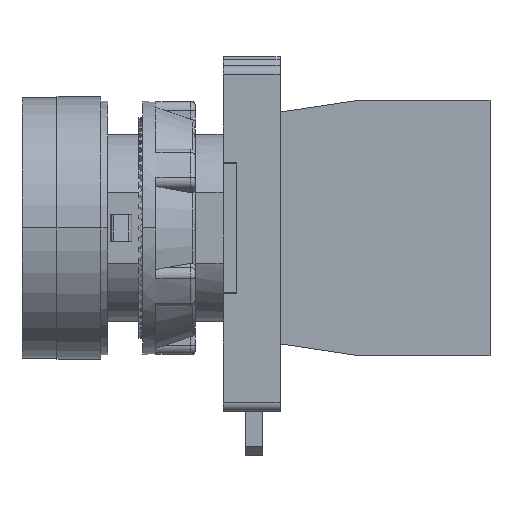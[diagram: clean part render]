
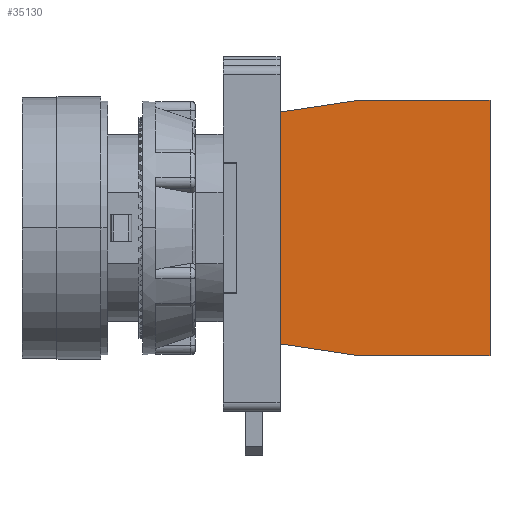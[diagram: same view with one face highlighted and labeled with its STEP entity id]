
A CAD part, left-side view. The second image highlights one B-rep face of the part: STEP entity #35130.
In plain terms, the highlighted planar face has unit normal (-1, 0, 0).
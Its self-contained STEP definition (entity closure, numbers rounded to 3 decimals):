
#990=DIRECTION('',(0.,0.,-1.));
#991=VECTOR('',#990,2.75);
#992=CARTESIAN_POINT('',(0.05,-6.5,13.25));
#993=LINE('',#992,#991);
#1020=DIRECTION('',(0.,0.,-1.));
#1021=VECTOR('',#1020,2.75);
#1022=CARTESIAN_POINT('',(0.05,-6.5,-10.5));
#1023=LINE('',#1022,#1021);
#14532=DIRECTION('',(0.,-0.989,0.148));
#14533=VECTOR('',#14532,9.101);
#14534=CARTESIAN_POINT('',(0.05,-6.5,13.25));
#14535=LINE('',#14534,#14533);
#14539=DIRECTION('',(0.,-1.,0.));
#14540=VECTOR('',#14539,15.);
#14541=CARTESIAN_POINT('',(0.05,-15.5,14.6));
#14542=LINE('',#14541,#14540);
#14546=DIRECTION('',(0.,0.,-1.));
#14547=VECTOR('',#14546,29.2);
#14548=CARTESIAN_POINT('',(0.05,-30.5,14.6));
#14549=LINE('',#14548,#14547);
#14553=DIRECTION('',(0.,1.,0.));
#14554=VECTOR('',#14553,15.);
#14555=CARTESIAN_POINT('',(0.05,-30.5,-14.6));
#14556=LINE('',#14555,#14554);
#14560=DIRECTION('',(0.,0.989,0.148));
#14561=VECTOR('',#14560,9.101);
#14562=CARTESIAN_POINT('',(0.05,-15.5,-14.6));
#14563=LINE('',#14562,#14561);
#14567=DIRECTION('',(0.,0.,1.));
#14568=VECTOR('',#14567,21.);
#14569=CARTESIAN_POINT('',(0.05,-6.5,-10.5));
#14570=LINE('',#14569,#14568);
#19120=CARTESIAN_POINT('',(0.05,-15.5,14.6));
#19121=CARTESIAN_POINT('',(0.05,-30.5,14.6));
#19122=VERTEX_POINT('',#19120);
#19123=VERTEX_POINT('',#19121);
#19124=CARTESIAN_POINT('',(0.05,-30.5,-14.6));
#19125=VERTEX_POINT('',#19124);
#19126=CARTESIAN_POINT('',(0.05,-15.5,-14.6));
#19127=VERTEX_POINT('',#19126);
#19136=CARTESIAN_POINT('',(0.05,-6.5,13.25));
#19137=CARTESIAN_POINT('',(0.05,-6.5,10.5));
#19138=VERTEX_POINT('',#19136);
#19139=VERTEX_POINT('',#19137);
#19140=CARTESIAN_POINT('',(0.05,-6.5,-10.5));
#19141=CARTESIAN_POINT('',(0.05,-6.5,-13.25));
#19142=VERTEX_POINT('',#19140);
#19143=VERTEX_POINT('',#19141);
#35110=CARTESIAN_POINT('',(0.05,0.,0.));
#35111=DIRECTION('',(1.,0.,0.));
#35112=DIRECTION('',(0.,0.,-1.));
#35113=AXIS2_PLACEMENT_3D('',#35110,#35111,#35112);
#35114=PLANE('',#35113);
#35115=ORIENTED_EDGE('',*,*,#21677,.F.);
#35117=ORIENTED_EDGE('',*,*,#35116,.T.);
#35119=ORIENTED_EDGE('',*,*,#35118,.T.);
#35121=ORIENTED_EDGE('',*,*,#35120,.T.);
#35123=ORIENTED_EDGE('',*,*,#35122,.T.);
#35125=ORIENTED_EDGE('',*,*,#35124,.T.);
#35126=ORIENTED_EDGE('',*,*,#21693,.F.);
#35127=ORIENTED_EDGE('',*,*,#35100,.T.);
#35128=EDGE_LOOP('',(#35115,#35117,#35119,#35121,#35123,#35125,#35126,#35127));
#35129=FACE_OUTER_BOUND('',#35128,.F.);
#21677=EDGE_CURVE('',#19138,#19139,#993,.T.);
#21693=EDGE_CURVE('',#19142,#19143,#1023,.T.);
#35100=EDGE_CURVE('',#19142,#19139,#14570,.T.);
#35116=EDGE_CURVE('',#19138,#19122,#14535,.T.);
#35118=EDGE_CURVE('',#19122,#19123,#14542,.T.);
#35120=EDGE_CURVE('',#19123,#19125,#14549,.T.);
#35122=EDGE_CURVE('',#19125,#19127,#14556,.T.);
#35124=EDGE_CURVE('',#19127,#19143,#14563,.T.);
#35130=ADVANCED_FACE('',(#35129),#35114,.F.);
